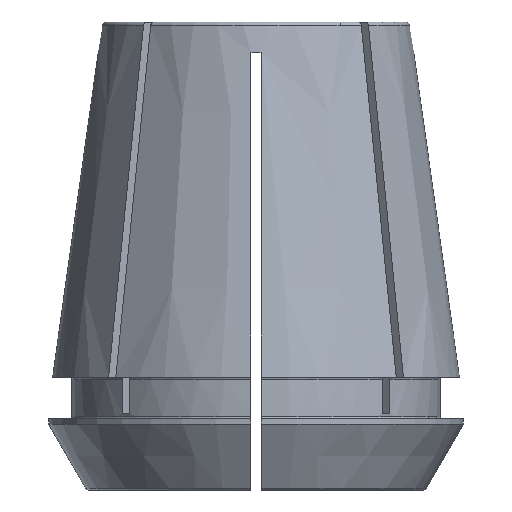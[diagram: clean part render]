
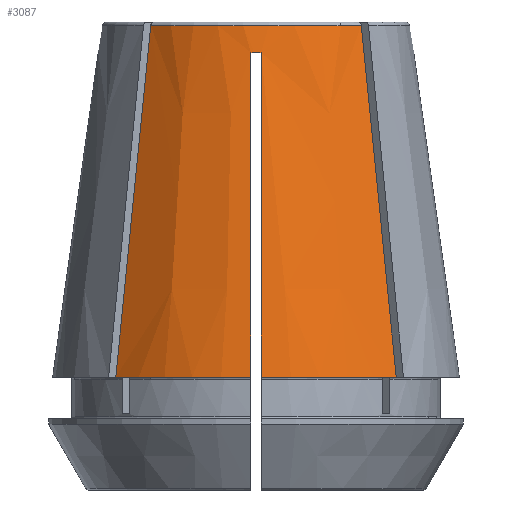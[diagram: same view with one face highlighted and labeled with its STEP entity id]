
A CAD part, front view. The second image highlights one B-rep face of the part: STEP entity #3087.
In plain terms, the highlighted conical face has half-angle 8 degrees and reference radius 15.095 mm.
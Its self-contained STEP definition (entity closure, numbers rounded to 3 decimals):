
#20=CONICAL_SURFACE('',#3276,15.095,0.14);
#576=CIRCLE('',#3277,20.);
#577=CIRCLE('',#3278,15.144);
#578=CIRCLE('',#3279,20.);
#579=CIRCLE('',#3280,15.517);
#760=ORIENTED_EDGE('',*,*,#1768,.T.);
#761=ORIENTED_EDGE('',*,*,#1769,.T.);
#762=ORIENTED_EDGE('',*,*,#1770,.F.);
#763=ORIENTED_EDGE('',*,*,#1771,.T.);
#764=ORIENTED_EDGE('',*,*,#1772,.T.);
#765=ORIENTED_EDGE('',*,*,#1773,.F.);
#766=ORIENTED_EDGE('',*,*,#1774,.F.);
#767=ORIENTED_EDGE('',*,*,#1775,.T.);
#1768=EDGE_CURVE('',#2272,#2273,#576,.T.);
#1769=EDGE_CURVE('',#2273,#2274,#2594,.T.);
#1770=EDGE_CURVE('',#2275,#2274,#577,.T.);
#1771=EDGE_CURVE('',#2275,#2276,#2595,.T.);
#1772=EDGE_CURVE('',#2276,#2277,#578,.T.);
#1773=EDGE_CURVE('',#2278,#2277,#2596,.T.);
#1774=EDGE_CURVE('',#2279,#2278,#579,.T.);
#1775=EDGE_CURVE('',#2279,#2272,#2597,.T.);
#2272=VERTEX_POINT('',#4551);
#2273=VERTEX_POINT('',#4552);
#2274=VERTEX_POINT('',#4557);
#2275=VERTEX_POINT('',#4559);
#2276=VERTEX_POINT('',#4567);
#2277=VERTEX_POINT('',#4569);
#2278=VERTEX_POINT('',#4580);
#2279=VERTEX_POINT('',#4582);
#2594=B_SPLINE_CURVE_WITH_KNOTS('',3,(#4553,#4554,#4555,#4556),
 .UNSPECIFIED.,.F.,.F.,(4,4),(0.,0.035),
 .UNSPECIFIED.);
#2595=B_SPLINE_CURVE_WITH_KNOTS('',3,(#4560,#4561,#4562,#4563,#4564,#4565,
#4566),.UNSPECIFIED.,.F.,.F.,(4,3,4),(0.,0.027,
0.035),.UNSPECIFIED.);
#2596=B_SPLINE_CURVE_WITH_KNOTS('',3,(#4570,#4571,#4572,#4573,#4574,#4575,
#4576,#4577,#4578,#4579),.UNSPECIFIED.,.F.,.F.,(4,3,3,4),(0.024,
0.028,0.056,0.056),.UNSPECIFIED.);
#2597=B_SPLINE_CURVE_WITH_KNOTS('',3,(#4583,#4584,#4585,#4586,#4587,#4588,
#4589,#4590,#4591,#4592),.UNSPECIFIED.,.F.,.F.,(4,3,3,4),(0.024,
0.028,0.056,0.056),.UNSPECIFIED.);
#2715=EDGE_LOOP('',(#760,#761,#762,#763,#764,#765,#766,#767));
#2883=FACE_BOUND('',#2715,.T.);
#3087=ADVANCED_FACE('',(#2883),#20,.T.);
#3276=AXIS2_PLACEMENT_3D('',#4549,#3639,#3640);
#3277=AXIS2_PLACEMENT_3D('',#4550,#3641,#3642);
#3278=AXIS2_PLACEMENT_3D('',#4558,#3643,#3644);
#3279=AXIS2_PLACEMENT_3D('',#4568,#3645,#3646);
#3280=AXIS2_PLACEMENT_3D('',#4581,#3647,#3648);
#3639=DIRECTION('',(0.,0.,-1.));
#3640=DIRECTION('',(-1.,0.,0.));
#3641=DIRECTION('',(0.,0.,1.));
#3642=DIRECTION('',(1.,0.,0.));
#3643=DIRECTION('',(0.,0.,1.));
#3644=DIRECTION('',(1.,0.,0.));
#3645=DIRECTION('',(0.,0.,1.));
#3646=DIRECTION('',(1.,0.,0.));
#3647=DIRECTION('',(0.,0.,-1.));
#3648=DIRECTION('',(-1.,0.,0.));
#4549=CARTESIAN_POINT('',(0.,0.,39.));
#4550=CARTESIAN_POINT('',(0.,0.,4.1));
#4551=CARTESIAN_POINT('',(0.5,-19.994,4.1));
#4552=CARTESIAN_POINT('',(13.784,-14.491,4.1));
#4553=CARTESIAN_POINT('',(13.784,-14.491,4.1));
#4554=CARTESIAN_POINT('',(12.639,-13.346,15.619));
#4555=CARTESIAN_POINT('',(11.494,-12.201,27.137));
#4556=CARTESIAN_POINT('',(10.349,-11.056,38.656));
#4557=CARTESIAN_POINT('',(10.349,-11.056,38.656));
#4558=CARTESIAN_POINT('',(0.,0.,38.656));
#4559=CARTESIAN_POINT('',(-10.349,-11.056,38.656));
#4560=CARTESIAN_POINT('',(-10.349,-11.056,38.656));
#4561=CARTESIAN_POINT('',(-11.221,-11.928,29.88));
#4562=CARTESIAN_POINT('',(-12.094,-12.801,21.104));
#4563=CARTESIAN_POINT('',(-12.966,-13.673,12.328));
#4564=CARTESIAN_POINT('',(-13.239,-13.946,9.585));
#4565=CARTESIAN_POINT('',(-13.512,-14.219,6.843));
#4566=CARTESIAN_POINT('',(-13.784,-14.491,4.1));
#4567=CARTESIAN_POINT('',(-13.784,-14.491,4.1));
#4568=CARTESIAN_POINT('',(0.,0.,4.1));
#4569=CARTESIAN_POINT('',(-0.5,-19.994,4.1));
#4570=CARTESIAN_POINT('',(-0.5,-15.509,36.));
#4571=CARTESIAN_POINT('',(-0.5,-15.694,34.684));
#4572=CARTESIAN_POINT('',(-0.5,-15.879,33.369));
#4573=CARTESIAN_POINT('',(-0.5,-16.064,32.053));
#4574=CARTESIAN_POINT('',(-0.5,-17.373,22.739));
#4575=CARTESIAN_POINT('',(-0.5,-18.683,13.425));
#4576=CARTESIAN_POINT('',(-0.5,-19.992,4.112));
#4577=CARTESIAN_POINT('',(-0.5,-19.993,4.108));
#4578=CARTESIAN_POINT('',(-0.5,-19.993,4.104));
#4579=CARTESIAN_POINT('',(-0.5,-19.994,4.1));
#4580=CARTESIAN_POINT('',(-0.5,-15.509,36.));
#4581=CARTESIAN_POINT('',(0.,0.,36.));
#4582=CARTESIAN_POINT('',(0.5,-15.509,36.));
#4583=CARTESIAN_POINT('',(0.5,-15.509,36.));
#4584=CARTESIAN_POINT('',(0.5,-15.694,34.684));
#4585=CARTESIAN_POINT('',(0.5,-15.879,33.369));
#4586=CARTESIAN_POINT('',(0.5,-16.064,32.053));
#4587=CARTESIAN_POINT('',(0.5,-17.373,22.739));
#4588=CARTESIAN_POINT('',(0.5,-18.683,13.425));
#4589=CARTESIAN_POINT('',(0.5,-19.992,4.112));
#4590=CARTESIAN_POINT('',(0.5,-19.993,4.108));
#4591=CARTESIAN_POINT('',(0.5,-19.993,4.104));
#4592=CARTESIAN_POINT('',(0.5,-19.994,4.1));
